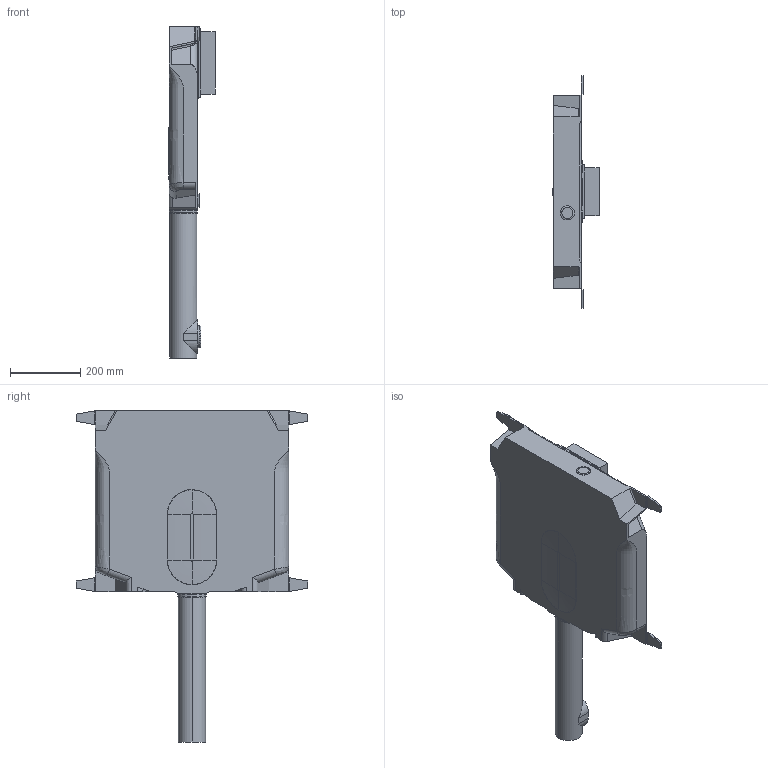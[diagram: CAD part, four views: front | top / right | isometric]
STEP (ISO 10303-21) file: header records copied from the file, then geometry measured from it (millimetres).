
FILE_DESCRIPTION(/* description */ ('Unknown'),/* implementation_level */ '2;1');
FILE_NAME(/* name */ '38863000',/* time_stamp */ '2022-08-29T12:10:18+02:00',/* author */ ('Unknown'),/* organization */ ('GROHE AG'),/* preprocessor_version */ 'ST-DEVELOPER v16.7',/* originating_system */ 'DEX',/* authorisation */ $);
FILE_SCHEMA (('AUTOMOTIVE_DESIGN {1 0 10303 214 3 1 1}'));
Length unit declared in the file: millimetre
Products named in the file (2): 38863000; id11
Assembly tree (1 placements, depth 2):
  38863000
    id11
Bounding box: 131 x 660 x 945 mm (x, y, z)
Surface area: 922544.3 mm2 (no closed solid volume)
Topology: 0 solids, 6 shells, 209 faces, 585 edges, 378 vertices
Faces by surface type: plane 142, cylinder 33, bspline 31, torus 2, cone 1
Full cylindrical faces by diameter (mm): 40.1 x1, 63 x1, 80 x2
Entity records: 8843 total; most frequent: CARTESIAN_POINT 3520, ORIENTED_EDGE 1089, DIRECTION 994, EDGE_CURVE 572, LINE 414, VECTOR 414, VERTEX_POINT 376, AXIS2_PLACEMENT_3D 290
